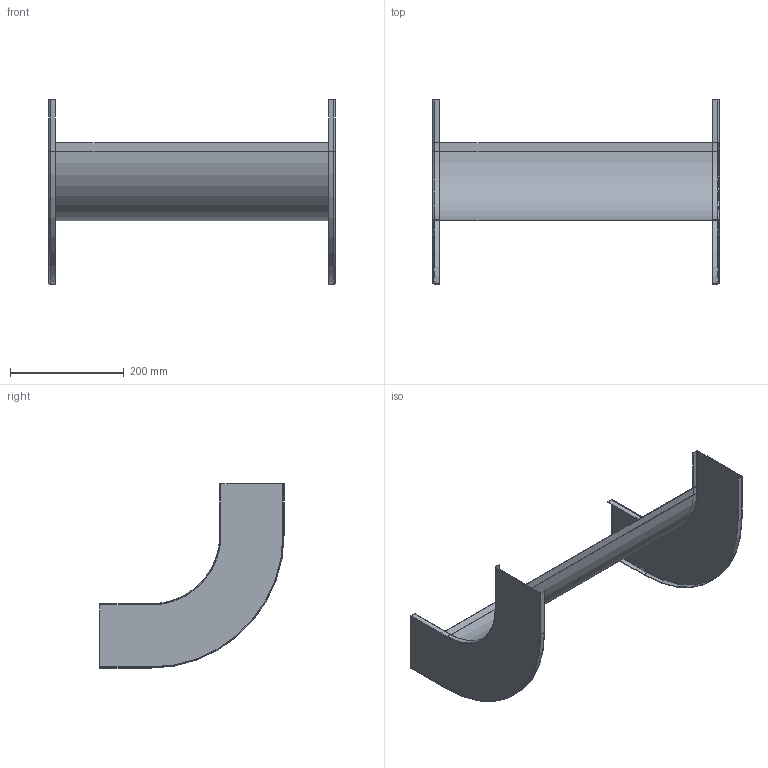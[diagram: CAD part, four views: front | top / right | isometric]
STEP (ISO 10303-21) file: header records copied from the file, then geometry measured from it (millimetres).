
FILE_DESCRIPTION((''),'2;1');
FILE_NAME('7007366_ASM','2012-10-26T',('AndreasKeweloh'),(''),'PRO/ENGINEER BY PARAMETRIC TECHNOLOGY CORPORATION, 2012230','PRO/ENGINEER BY PARAMETRIC TECHNOLOGY CORPORATION, 2012230','');
FILE_SCHEMA(('CONFIG_CONTROL_DESIGN'));
Length unit declared in the file: millimetre
Products named in the file (3): SEITENHOLM_7007362; BODENBLECH_7007366; 7007366_ASM
Assembly tree (3 placements, depth 2):
  7007366_ASM
    SEITENHOLM_7007362  x2
    BODENBLECH_7007366
Bounding box: 503 x 323.75 x 323.75 mm (x, y, z)
Volume: 232108.1 mm3; surface area: 468023.8 mm2
Topology: 3 solids, 3 shells, 70 faces, 176 edges, 112 vertices
Faces by surface type: plane 36, cylinder 26, torus 8
Entity records: 1288 total; most frequent: DIRECTION 224, CARTESIAN_POINT 210, ORIENTED_EDGE 200, EDGE_CURVE 100, AXIS2_PLACEMENT_3D 78, VECTOR 68, LINE 68, VERTEX_POINT 64
